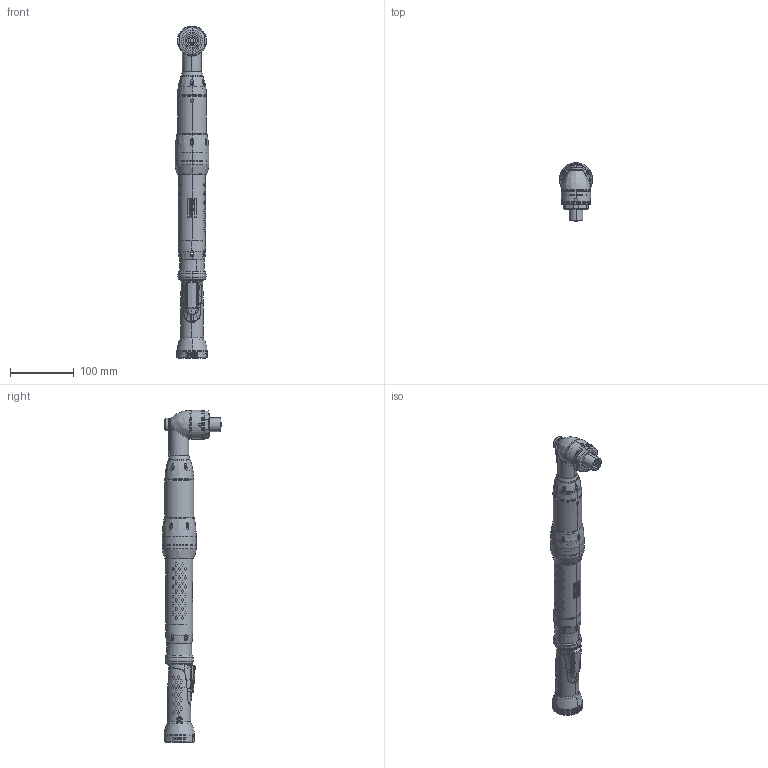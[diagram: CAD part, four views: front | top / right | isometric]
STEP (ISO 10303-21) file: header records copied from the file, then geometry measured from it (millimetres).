
FILE_DESCRIPTION((''),'2;1');
FILE_NAME('8433205636_SW_ASM','2014-09-23T',('tooextcsr'),(''),'PRO/ENGINEER BY PARAMETRIC TECHNOLOGY CORPORATION, 2013410','PRO/ENGINEER BY PARAMETRIC TECHNOLOGY CORPORATION, 2013410','');
FILE_SCHEMA(('CONFIG_CONTROL_DESIGN','GEOMETRIC_VALIDATION_PROPERTIES_MIM'));
Length unit declared in the file: millimetre
Products named in the file (49): 4220230502; 4220232582_ASM; 4220261505; 4220261580_ASM; 4220230188_ASM; 4220232200; 4220230300; 4220011402; 4220247180_ASM; 4222001600; 4220247382_ASM; 4220247384_ASM; 4220247383_ASM; 4220247381_ASM; 4220399900; 4220230086_ASM; 4220232310; 4220249500_SPEC; 4220232380_ASM; 4220232603; 4220261601; 4220125604; 4220232683_ASM; 4220232402; 4220232100; 4224230103_ASM; 4220237107; 4220293480_ASM; 4220366280_ASM; 4220293200; 4211524400; 4220432280_ASM; 4224210800_ASM; 4220292900; 4224221501_ASM; 4220320003; 4220320021; 4220320019; 4220320018; 4220320014 ...
Assembly tree (52 placements, depth 5):
  8433205636_SW_ASM
    4224230103_ASM
      4220232582_ASM
        4220230502
      4220230188_ASM
        4220261580_ASM
          4220261505
      4220232200
      4220230086_ASM
        4220230300
        4220247180_ASM
          4220011402
        4220247382_ASM
          4222001600
        4220247384_ASM
          4222001600
        4220247383_ASM
          4222001600
        4220247381_ASM
          4222001600
        4220399900
      4220232380_ASM
        4220232310
        4220249500_SPEC
      4220232683_ASM
        4220232603
        4220261601
        4220125604  x2
      4220232402
      4220232100
    4224210800_ASM
      4220366280_ASM
        4220293480_ASM
          4220237107
      4220293200
      4220432280_ASM
        4211524400
    4224221501_ASM
      4220292900
    4224251003_ASM
      4220320003
      4220320021
      4220320019
      4220320018
      4220320014
      4220320012
      4220320016
      0216124400
      4220320015
    4220240500
    4220292800
    4220293000
Bounding box: 53 x 93 x 522.5 mm (x, y, z)
Volume: 252893 mm3; surface area: 236211.3 mm2
Topology: 34 solids, 40 shells, 5486 faces, 14529 edges, 9445 vertices
Faces by surface type: plane 2373, bspline 1003, cylinder 878, extrusion 556, cone 471, torus 172, revolution 17, sphere 16
Entity records: 284946 total; most frequent: CARTESIAN_POINT 103922, ORIENTED_EDGE 28394, DIRECTION 20015, PRESENTATION_STYLE_ASSIGNMENT 15981, STYLED_ITEM 15916, EDGE_CURVE 14209, CURVE_STYLE 14083, VERTEX_POINT 9254
